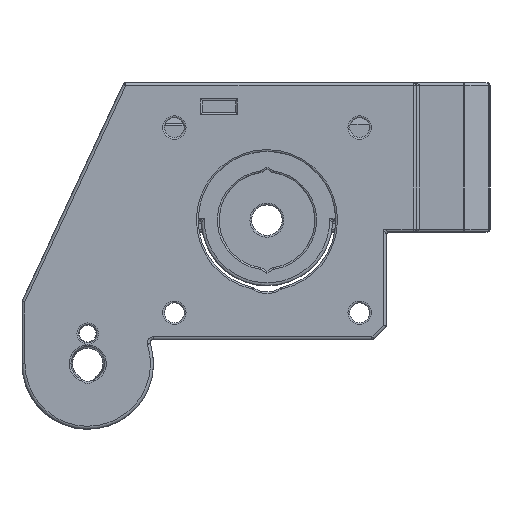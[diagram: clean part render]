
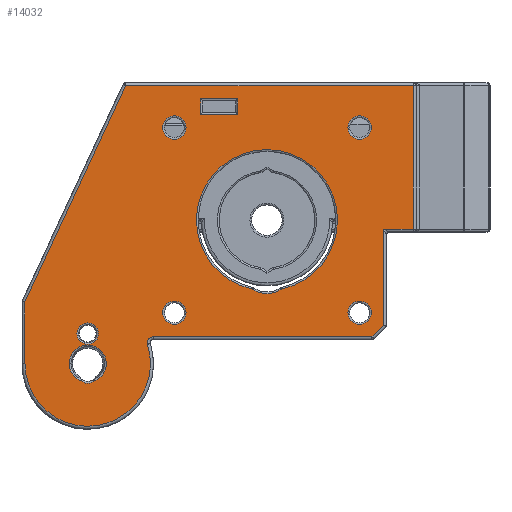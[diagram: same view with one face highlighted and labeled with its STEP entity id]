
A CAD part, left-side view. The second image highlights one B-rep face of the part: STEP entity #14032.
In plain terms, the highlighted planar face has unit normal (-1, 0, 0).
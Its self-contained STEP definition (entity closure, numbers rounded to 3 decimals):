
#39=FACE_BOUND('',#2775,.T.);
#40=FACE_BOUND('',#2776,.T.);
#41=FACE_BOUND('',#2777,.T.);
#42=FACE_BOUND('',#2778,.T.);
#43=FACE_BOUND('',#2779,.T.);
#44=FACE_BOUND('',#2780,.T.);
#45=FACE_BOUND('',#2781,.T.);
#46=FACE_BOUND('',#2782,.T.);
#243=PLANE('',#15329);
#1884=FACE_OUTER_BOUND('',#2774,.T.);
#2774=EDGE_LOOP('',(#11174,#11175,#11176,#11177,#11178,#11179,#11180,#11181,
#11182,#11183));
#2775=EDGE_LOOP('',(#11184,#11185,#11186,#11187));
#2776=EDGE_LOOP('',(#11188));
#2777=EDGE_LOOP('',(#11189,#11190));
#2778=EDGE_LOOP('',(#11191,#11192));
#2779=EDGE_LOOP('',(#11193,#11194));
#2780=EDGE_LOOP('',(#11195,#11196));
#2781=EDGE_LOOP('',(#11197));
#2782=EDGE_LOOP('',(#11198,#11199));
#3663=CIRCLE('',#15308,1.);
#3667=CIRCLE('',#15313,10.5);
#3670=CIRCLE('',#15330,1.95);
#3671=CIRCLE('',#15331,1.796);
#3672=CIRCLE('',#15332,1.796);
#3673=CIRCLE('',#15333,1.95);
#3674=CIRCLE('',#15334,1.95);
#3675=CIRCLE('',#15335,1.8);
#3676=CIRCLE('',#15336,3.108);
#3677=CIRCLE('',#15337,1.95);
#3678=CIRCLE('',#15338,1.95);
#3679=CIRCLE('',#15339,1.95);
#3680=CIRCLE('',#15340,4.3);
#3681=CIRCLE('',#15341,11.8);
#4919=LINE('',#25824,#5635);
#4920=LINE('',#25828,#5636);
#4985=LINE('',#26796,#5701);
#4987=LINE('',#26799,#5703);
#5005=LINE('',#26879,#5721);
#5006=LINE('',#26881,#5722);
#5008=LINE('',#26886,#5724);
#5011=LINE('',#26893,#5727);
#5017=LINE('',#26914,#5733);
#5018=LINE('',#26916,#5734);
#5019=LINE('',#26918,#5735);
#5020=LINE('',#26919,#5736);
#5635=VECTOR('',#17735,10.);
#5636=VECTOR('',#17740,10.);
#5701=VECTOR('',#18105,10.);
#5703=VECTOR('',#18109,10.);
#5721=VECTOR('',#18211,10.);
#5722=VECTOR('',#18214,10.);
#5724=VECTOR('',#18220,10.);
#5727=VECTOR('',#18229,10.);
#5733=VECTOR('',#18253,10.);
#5734=VECTOR('',#18254,10.);
#5735=VECTOR('',#18255,10.);
#5736=VECTOR('',#18256,10.);
#6595=VERTEX_POINT('',#25761);
#6605=VERTEX_POINT('',#25810);
#6609=VERTEX_POINT('',#25826);
#6686=VERTEX_POINT('',#26719);
#6694=VERTEX_POINT('',#26792);
#6710=VERTEX_POINT('',#26862);
#6712=VERTEX_POINT('',#26868);
#6713=VERTEX_POINT('',#26869);
#6714=VERTEX_POINT('',#26874);
#6715=VERTEX_POINT('',#26885);
#6721=VERTEX_POINT('',#26912);
#6722=VERTEX_POINT('',#26913);
#6723=VERTEX_POINT('',#26915);
#6724=VERTEX_POINT('',#26917);
#6725=VERTEX_POINT('',#26920);
#6726=VERTEX_POINT('',#26922);
#6727=VERTEX_POINT('',#26923);
#6728=VERTEX_POINT('',#26926);
#6729=VERTEX_POINT('',#26927);
#6730=VERTEX_POINT('',#26930);
#6731=VERTEX_POINT('',#26931);
#6732=VERTEX_POINT('',#26934);
#6733=VERTEX_POINT('',#26935);
#6734=VERTEX_POINT('',#26938);
#6735=VERTEX_POINT('',#26940);
#6736=VERTEX_POINT('',#26941);
#8075=EDGE_CURVE('',#6605,#6595,#4919,.T.);
#8077=EDGE_CURVE('',#6609,#6605,#4920,.T.);
#8244=EDGE_CURVE('',#6694,#6686,#4985,.T.);
#8246=EDGE_CURVE('',#6595,#6694,#4987,.T.);
#8281=EDGE_CURVE('',#6712,#6713,#3663,.T.);
#8285=EDGE_CURVE('',#6713,#6714,#3667,.T.);
#8287=EDGE_CURVE('',#6714,#6609,#5005,.T.);
#8288=EDGE_CURVE('',#6710,#6712,#5006,.T.);
#8290=EDGE_CURVE('',#6715,#6710,#5008,.T.);
#8294=EDGE_CURVE('',#6686,#6715,#5011,.T.);
#8302=EDGE_CURVE('',#6721,#6722,#5017,.T.);
#8303=EDGE_CURVE('',#6723,#6721,#5018,.T.);
#8304=EDGE_CURVE('',#6724,#6723,#5019,.T.);
#8305=EDGE_CURVE('',#6722,#6724,#5020,.T.);
#8306=EDGE_CURVE('',#6725,#6725,#3670,.T.);
#8307=EDGE_CURVE('',#6726,#6727,#3671,.T.);
#8308=EDGE_CURVE('',#6727,#6726,#3672,.T.);
#8309=EDGE_CURVE('',#6728,#6729,#3673,.T.);
#8310=EDGE_CURVE('',#6729,#6728,#3674,.T.);
#8311=EDGE_CURVE('',#6730,#6731,#3675,.T.);
#8312=EDGE_CURVE('',#6731,#6730,#3676,.T.);
#8313=EDGE_CURVE('',#6732,#6733,#3677,.T.);
#8314=EDGE_CURVE('',#6733,#6732,#3678,.T.);
#8315=EDGE_CURVE('',#6734,#6734,#3679,.T.);
#8316=EDGE_CURVE('',#6735,#6736,#3680,.T.);
#8317=EDGE_CURVE('',#6736,#6735,#3681,.T.);
#11174=ORIENTED_EDGE('',*,*,#8281,.F.);
#11175=ORIENTED_EDGE('',*,*,#8288,.F.);
#11176=ORIENTED_EDGE('',*,*,#8290,.F.);
#11177=ORIENTED_EDGE('',*,*,#8294,.F.);
#11178=ORIENTED_EDGE('',*,*,#8244,.F.);
#11179=ORIENTED_EDGE('',*,*,#8246,.F.);
#11180=ORIENTED_EDGE('',*,*,#8075,.F.);
#11181=ORIENTED_EDGE('',*,*,#8077,.F.);
#11182=ORIENTED_EDGE('',*,*,#8287,.F.);
#11183=ORIENTED_EDGE('',*,*,#8285,.F.);
#11184=ORIENTED_EDGE('',*,*,#8302,.F.);
#11185=ORIENTED_EDGE('',*,*,#8303,.F.);
#11186=ORIENTED_EDGE('',*,*,#8304,.F.);
#11187=ORIENTED_EDGE('',*,*,#8305,.F.);
#11188=ORIENTED_EDGE('',*,*,#8306,.F.);
#11189=ORIENTED_EDGE('',*,*,#8307,.F.);
#11190=ORIENTED_EDGE('',*,*,#8308,.F.);
#11191=ORIENTED_EDGE('',*,*,#8309,.F.);
#11192=ORIENTED_EDGE('',*,*,#8310,.F.);
#11193=ORIENTED_EDGE('',*,*,#8311,.F.);
#11194=ORIENTED_EDGE('',*,*,#8312,.F.);
#11195=ORIENTED_EDGE('',*,*,#8313,.F.);
#11196=ORIENTED_EDGE('',*,*,#8314,.F.);
#11197=ORIENTED_EDGE('',*,*,#8315,.F.);
#11198=ORIENTED_EDGE('',*,*,#8316,.F.);
#11199=ORIENTED_EDGE('',*,*,#8317,.F.);
#14032=ADVANCED_FACE('',(#1884,#39,#40,#41,#42,#43,#44,#45,#46),#243,.F.);
#15308=AXIS2_PLACEMENT_3D('',#26870,#18196,#18197);
#15313=AXIS2_PLACEMENT_3D('',#26876,#18206,#18207);
#15329=AXIS2_PLACEMENT_3D('',#26911,#18251,#18252);
#15330=AXIS2_PLACEMENT_3D('',#26921,#18257,#18258);
#15331=AXIS2_PLACEMENT_3D('',#26924,#18259,#18260);
#15332=AXIS2_PLACEMENT_3D('',#26925,#18261,#18262);
#15333=AXIS2_PLACEMENT_3D('',#26928,#18263,#18264);
#15334=AXIS2_PLACEMENT_3D('',#26929,#18265,#18266);
#15335=AXIS2_PLACEMENT_3D('',#26932,#18267,#18268);
#15336=AXIS2_PLACEMENT_3D('',#26933,#18269,#18270);
#15337=AXIS2_PLACEMENT_3D('',#26936,#18271,#18272);
#15338=AXIS2_PLACEMENT_3D('',#26937,#18273,#18274);
#15339=AXIS2_PLACEMENT_3D('',#26939,#18275,#18276);
#15340=AXIS2_PLACEMENT_3D('',#26942,#18277,#18278);
#15341=AXIS2_PLACEMENT_3D('',#26943,#18279,#18280);
#17735=DIRECTION('',(0.,-1.,0.));
#17740=DIRECTION('',(0.,-0.423,0.906));
#18105=DIRECTION('',(0.,1.,0.));
#18109=DIRECTION('',(0.,0.,-1.));
#18196=DIRECTION('center_axis',(-1.,0.,0.));
#18197=DIRECTION('ref_axis',(0.,0.808,0.59));
#18206=DIRECTION('center_axis',(1.,0.,0.));
#18207=DIRECTION('ref_axis',(0.,-0.185,-0.983));
#18211=DIRECTION('',(0.,0.,1.));
#18214=DIRECTION('',(0.,1.,0.));
#18220=DIRECTION('',(0.,0.707,-0.707));
#18229=DIRECTION('',(0.,0.,-1.));
#18251=DIRECTION('center_axis',(1.,0.,0.));
#18252=DIRECTION('ref_axis',(0.,0.,-1.));
#18253=DIRECTION('',(0.,-1.,0.));
#18254=DIRECTION('',(0.,0.,-1.));
#18255=DIRECTION('',(0.,1.,0.));
#18256=DIRECTION('',(0.,0.,1.));
#18257=DIRECTION('center_axis',(-1.,0.,0.));
#18258=DIRECTION('ref_axis',(0.,0.,1.));
#18259=DIRECTION('center_axis',(-1.,0.,0.));
#18260=DIRECTION('ref_axis',(0.,0.,-1.));
#18261=DIRECTION('center_axis',(-1.,0.,0.));
#18262=DIRECTION('ref_axis',(0.,0.,-1.));
#18263=DIRECTION('center_axis',(-1.,0.,0.));
#18264=DIRECTION('ref_axis',(0.,0.,1.));
#18265=DIRECTION('center_axis',(-1.,0.,0.));
#18266=DIRECTION('ref_axis',(0.,0.,1.));
#18267=DIRECTION('center_axis',(-1.,0.,0.));
#18268=DIRECTION('ref_axis',(0.,0.,-1.));
#18269=DIRECTION('center_axis',(-1.,0.,0.));
#18270=DIRECTION('ref_axis',(0.,0.,1.));
#18271=DIRECTION('center_axis',(-1.,0.,0.));
#18272=DIRECTION('ref_axis',(0.,0.,1.));
#18273=DIRECTION('center_axis',(-1.,0.,0.));
#18274=DIRECTION('ref_axis',(0.,0.,1.));
#18275=DIRECTION('center_axis',(-1.,0.,0.));
#18276=DIRECTION('ref_axis',(0.,0.,1.));
#18277=DIRECTION('center_axis',(-1.,0.,0.));
#18278=DIRECTION('ref_axis',(0.,0.,-1.));
#18279=DIRECTION('center_axis',(-1.,0.,0.));
#18280=DIRECTION('ref_axis',(0.,0.,1.));
#25761=CARTESIAN_POINT('',(-29.,-24.5,22.5));
#25810=CARTESIAN_POINT('',(-29.,23.63,22.5));
#25824=CARTESIAN_POINT('',(-29.,-2.,22.5));
#25826=CARTESIAN_POINT('',(-29.,40.5,-13.677));
#25828=CARTESIAN_POINT('',(-29.,42.259,-17.449));
#26719=CARTESIAN_POINT('',(-29.,-19.5,-1.5));
#26792=CARTESIAN_POINT('',(-29.,-24.5,-1.5));
#26796=CARTESIAN_POINT('',(-29.,-6.,-1.5));
#26799=CARTESIAN_POINT('',(-29.,-24.5,-12.));
#26862=CARTESIAN_POINT('',(-29.,-17.58,-19.5));
#26868=CARTESIAN_POINT('',(-29.,19.046,-19.5));
#26869=CARTESIAN_POINT('',(-29.,19.998,-20.804));
#26870=CARTESIAN_POINT('Origin',(-29.,19.046,-20.5));
#26874=CARTESIAN_POINT('',(-29.,40.5,-24.));
#26876=CARTESIAN_POINT('Origin',(-29.,30.,-24.));
#26879=CARTESIAN_POINT('',(-29.,40.5,-24.));
#26881=CARTESIAN_POINT('',(-29.,-2.,-19.5));
#26885=CARTESIAN_POINT('',(-29.,-19.5,-17.58));
#26886=CARTESIAN_POINT('',(-29.,-4.54,-32.54));
#26893=CARTESIAN_POINT('',(-29.,-19.5,-25.5));
#26911=CARTESIAN_POINT('Origin',(-29.,21.,-24.));
#26912=CARTESIAN_POINT('',(-29.,11.1,17.7));
#26913=CARTESIAN_POINT('',(-29.,4.9,17.7));
#26914=CARTESIAN_POINT('',(-29.,13.1,17.7));
#26915=CARTESIAN_POINT('',(-29.,11.1,20.3));
#26916=CARTESIAN_POINT('',(-29.,11.1,-3.));
#26917=CARTESIAN_POINT('',(-29.,4.9,20.3));
#26918=CARTESIAN_POINT('',(-29.,13.1,20.3));
#26919=CARTESIAN_POINT('',(-29.,4.9,-3.));
#26920=CARTESIAN_POINT('',(-29.,15.5,-17.45));
#26921=CARTESIAN_POINT('Origin',(-29.,15.5,-15.5));
#26922=CARTESIAN_POINT('',(-29.,30.,-17.204));
#26923=CARTESIAN_POINT('',(-29.,30.,-20.796));
#26924=CARTESIAN_POINT('Origin',(-29.,30.,-19.));
#26925=CARTESIAN_POINT('Origin',(-29.,30.,-19.));
#26926=CARTESIAN_POINT('',(-29.,-15.5,13.55));
#26927=CARTESIAN_POINT('',(-29.,-15.5,17.45));
#26928=CARTESIAN_POINT('Origin',(-29.,-15.5,15.5));
#26929=CARTESIAN_POINT('Origin',(-29.,-15.5,15.5));
#26930=CARTESIAN_POINT('',(-29.,31.143,-26.891));
#26931=CARTESIAN_POINT('',(-29.,28.857,-26.891));
#26932=CARTESIAN_POINT('Origin',(-29.,30.,-25.5));
#26933=CARTESIAN_POINT('Origin',(-29.,30.,-24.));
#26934=CARTESIAN_POINT('',(-29.,15.5,13.55));
#26935=CARTESIAN_POINT('',(-29.,15.5,17.45));
#26936=CARTESIAN_POINT('Origin',(-29.,15.5,15.5));
#26937=CARTESIAN_POINT('Origin',(-29.,15.5,15.5));
#26938=CARTESIAN_POINT('',(-29.,-15.5,-17.45));
#26939=CARTESIAN_POINT('Origin',(-29.,-15.5,-15.5));
#26940=CARTESIAN_POINT('',(-29.,2.431,-11.547));
#26941=CARTESIAN_POINT('',(-29.,-2.431,-11.547));
#26942=CARTESIAN_POINT('Origin',(-29.,0.,-8.));
#26943=CARTESIAN_POINT('Origin',(-29.,0.,0.));
